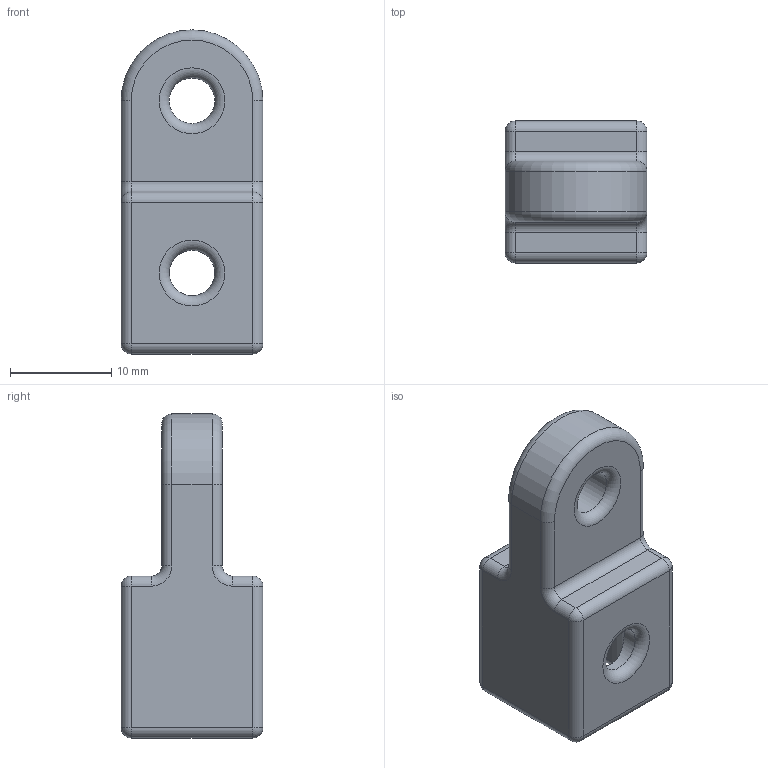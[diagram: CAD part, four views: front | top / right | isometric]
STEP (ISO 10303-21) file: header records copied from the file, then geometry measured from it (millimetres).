
FILE_DESCRIPTION(('STEP AP203'), '1');
FILE_NAME('øàðíèð öåíòðàëüíûé', '', ('UNSPECIFIED'), ('UNSPECIFIED'), 'C3D Converter', 'C3D Toolkit', '');
FILE_SCHEMA(('CONFIG_CONTROL_DESIGN'));
Length unit declared in the file: millimetre
Bounding box: 14 x 14 x 32 mm (x, y, z)
Volume: 3026.1 mm3; surface area: 2190.4 mm2
Topology: 1 solids, 1 shells, 57 faces, 129 edges, 65 vertices
Faces by surface type: cylinder 25, plane 13, torus 11, sphere 8
Full cylindrical faces by diameter (mm): 4.5 x3, 10 x1
Entity records: 2093 total; most frequent: CARTESIAN_POINT 379, DIRECTION 286, ORIENTED_EDGE 222, AXIS2_PLACEMENT_3D 120, EDGE_CURVE 111, EDGE_LOOP 72, VERTEX_POINT 65, CIRCLE 62
